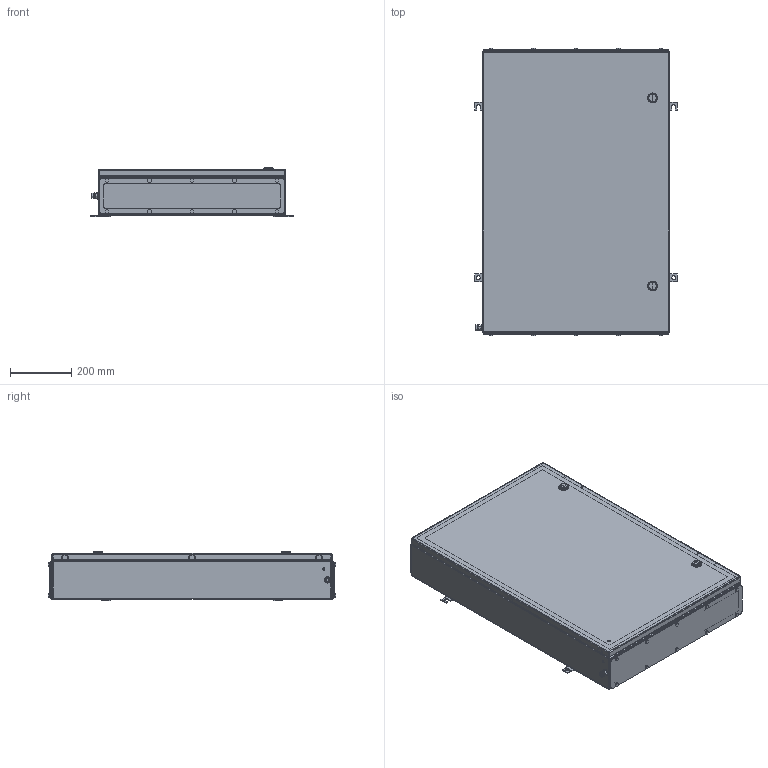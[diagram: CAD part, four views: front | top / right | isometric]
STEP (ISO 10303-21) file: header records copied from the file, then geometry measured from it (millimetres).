
FILE_DESCRIPTION(('CATIA V5 STEP Exchange','CAx-IF Rec.Pracs.--- Model Styling and Organization---1.4--- 2014-01-23'),'2;1');
FILE_NAME ('008863-6_3_1200910000_1200910000.stp','2019-09-23T10:04:13+00:00',('none'),('Weidmueller'),'CATIA Version 5-6 Release 2016 SP3 HF44','CATIA V5 STEP AP214','none');
FILE_SCHEMA(('AUTOMOTIVE_DESIGN { 1 0 10303 214 1 1 1 1 }'));
Products named in the file (1): ZUB_KTB_QL_916115_2GP
Bounding box: 661 x 936 x 159.8 mm (x, y, z)
Volume: 3248730.3 mm3; surface area: 3814636.8 mm2
Topology: 100 solids, 102 shells, 1948 faces, 4466 edges, 2801 vertices
Faces by surface type: plane 866, cylinder 834, cone 194, sphere 24, torus 22, bspline 8
Entity records: 52014 total; most frequent: CARTESIAN_POINT 10586, ORIENTED_EDGE 8760, DIRECTION 7019, EDGE_CURVE 4380, AXIS2_PLACEMENT_3D 3101, VERTEX_POINT 2801, VECTOR 2472, LINE 2472
